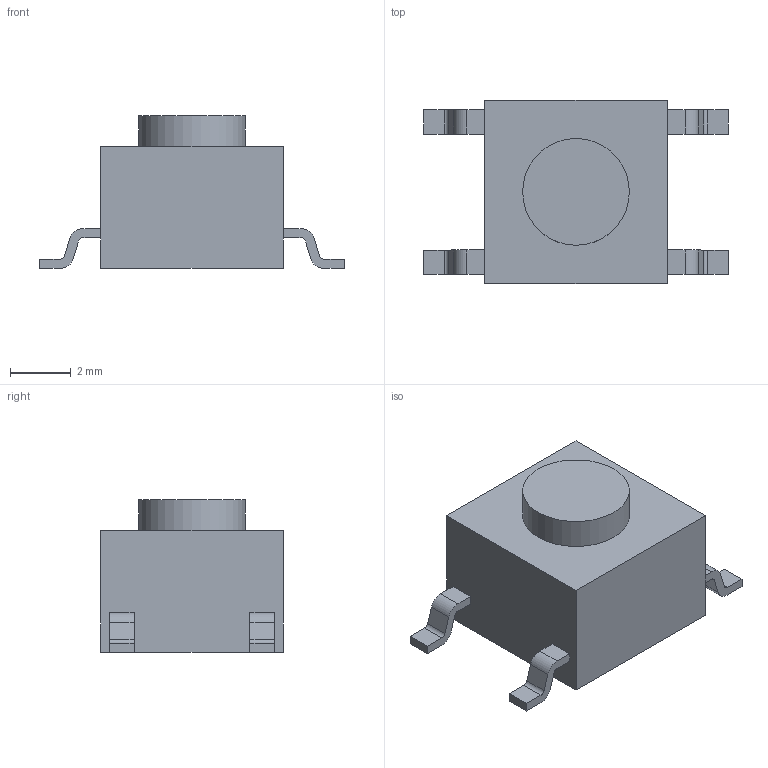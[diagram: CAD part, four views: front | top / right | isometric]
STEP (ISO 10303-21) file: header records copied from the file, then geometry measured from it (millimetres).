
FILE_DESCRIPTION(('FreeCAD Model'),'2;1');
FILE_NAME('Fusion001.step', '2016-08-25T21:42:21',('Author'),(''), 'Open CASCADE STEP processor 6.8','FreeCAD','Unknown');
FILE_SCHEMA(('AUTOMOTIVE_DESIGN_CC2 { 1 2 10303 214 -1 1 5 4 }'));
Length unit declared in the file: millimetre
Products named in the file (2): ASSEMBLY; Fusion001
Assembly tree (1 placements, depth 2):
  ASSEMBLY
    Fusion001
Bounding box: 10 x 6 x 5 mm (x, y, z)
Volume: 156.1 mm3; surface area: 202 mm2
Topology: 1 solids, 1 shells, 60 faces, 159 edges, 106 vertices
Faces by surface type: plane 43, cylinder 17
Full cylindrical faces by diameter (mm): 3.5 x1
Entity records: 4446 total; most frequent: CARTESIAN_POINT 881, DIRECTION 569, LINE 377, VECTOR 377, ORIENTED_EDGE 318, PCURVE 318, DEFINITIONAL_REPRESENTATION 318, EDGE_CURVE 159
